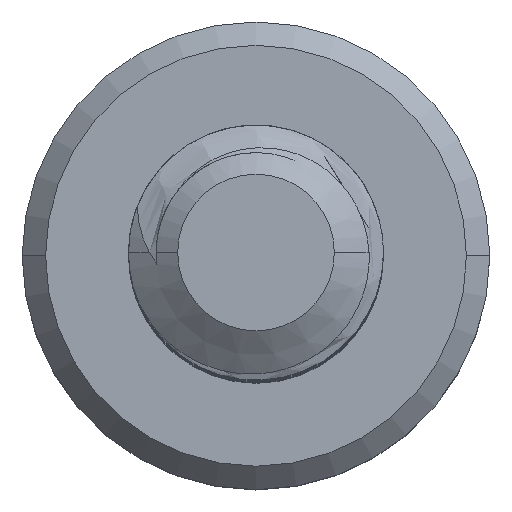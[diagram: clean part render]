
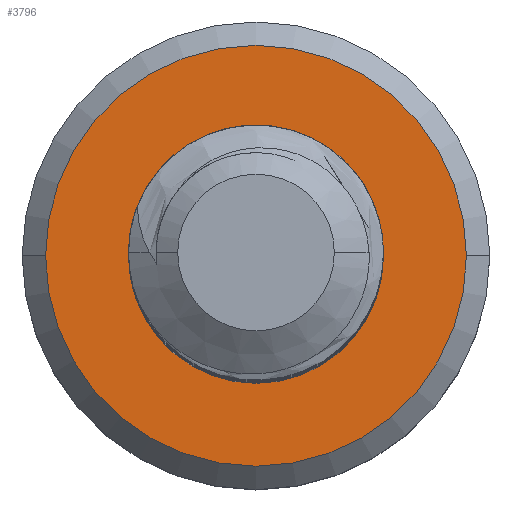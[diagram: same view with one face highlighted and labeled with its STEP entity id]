
A CAD part, top view. The second image highlights one B-rep face of the part: STEP entity #3796.
In plain terms, the highlighted planar face has unit normal (0, 0, 1).
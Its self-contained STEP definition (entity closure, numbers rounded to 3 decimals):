
#175 = EDGE_LOOP ( 'NONE', ( #5737, #2467 ) ) ;
#1411 = EDGE_CURVE ( 'NONE', #7178, #2876, #8851, .T. ) ;
#1648 = CIRCLE ( 'NONE', #4512, 2.475 ) ;
#1772 = CIRCLE ( 'NONE', #6736, 1.5 ) ;
#2099 = ORIENTED_EDGE ( 'NONE', *, *, #1411, .T. ) ;
#2189 = EDGE_CURVE ( 'NONE', #7463, #7115, #4746, .T. ) ;
#2327 = EDGE_LOOP ( 'NONE', ( #6835, #2099 ) ) ;
#2343 = PLANE ( 'NONE',  #4442 ) ;
#2467 = ORIENTED_EDGE ( 'NONE', *, *, #2189, .F. ) ;
#2478 = FACE_OUTER_BOUND ( 'NONE', #2327, .T. ) ;
#2876 = VERTEX_POINT ( 'NONE', #7177 ) ;
#3034 = DIRECTION ( 'NONE',  ( 0., 0., 1. ) ) ;
#3052 = CARTESIAN_POINT ( 'NONE',  ( -1.5, 0., -22. ) ) ;
#3112 = AXIS2_PLACEMENT_3D ( 'NONE', #7280, #7254, #7220 ) ;
#3331 = DIRECTION ( 'NONE',  ( 0., 0., 1. ) ) ;
#3532 = DIRECTION ( 'NONE',  ( 0., 0., 1. ) ) ;
#3796 = ADVANCED_FACE ( 'NONE', ( #2478, #4723 ), #2343, .F. ) ;
#3853 = DIRECTION ( 'NONE',  ( 0., 0., -1. ) ) ;
#4442 = AXIS2_PLACEMENT_3D ( 'NONE', #7613, #3853, #9104 ) ;
#4512 = AXIS2_PLACEMENT_3D ( 'NONE', #8044, #3532, #8783 ) ;
#4723 = FACE_BOUND ( 'NONE', #175, .T. ) ;
#4746 = CIRCLE ( 'NONE', #7598, 1.5 ) ;
#4893 = CARTESIAN_POINT ( 'NONE',  ( 2.475, 0., -22. ) ) ;
#5737 = ORIENTED_EDGE ( 'NONE', *, *, #8104, .F. ) ;
#6352 = CARTESIAN_POINT ( 'NONE',  ( 1.5, 0., -22. ) ) ;
#6736 = AXIS2_PLACEMENT_3D ( 'NONE', #7547, #3034, #8297 ) ;
#6835 = ORIENTED_EDGE ( 'NONE', *, *, #8399, .T. ) ;
#7115 = VERTEX_POINT ( 'NONE', #6352 ) ;
#7177 = CARTESIAN_POINT ( 'NONE',  ( -2.475, 0., -22. ) ) ;
#7178 = VERTEX_POINT ( 'NONE', #4893 ) ;
#7220 = DIRECTION ( 'NONE',  ( -1., 0., 0. ) ) ;
#7254 = DIRECTION ( 'NONE',  ( 0., 0., 1. ) ) ;
#7280 = CARTESIAN_POINT ( 'NONE',  ( 0., 0., -22. ) ) ;
#7463 = VERTEX_POINT ( 'NONE', #3052 ) ;
#7547 = CARTESIAN_POINT ( 'NONE',  ( 0., 0., -22. ) ) ;
#7598 = AXIS2_PLACEMENT_3D ( 'NONE', #7849, #3331, #8591 ) ;
#7613 = CARTESIAN_POINT ( 'NONE',  ( 0., 0., -22. ) ) ;
#7849 = CARTESIAN_POINT ( 'NONE',  ( 0., 0., -22. ) ) ;
#8044 = CARTESIAN_POINT ( 'NONE',  ( 0., 0., -22. ) ) ;
#8104 = EDGE_CURVE ( 'NONE', #7115, #7463, #1772, .T. ) ;
#8297 = DIRECTION ( 'NONE',  ( 1., 0., 0. ) ) ;
#8399 = EDGE_CURVE ( 'NONE', #2876, #7178, #1648, .T. ) ;
#8591 = DIRECTION ( 'NONE',  ( 1., 0., 0. ) ) ;
#8783 = DIRECTION ( 'NONE',  ( -1., 0., 0. ) ) ;
#8851 = CIRCLE ( 'NONE', #3112, 2.475 ) ;
#9104 = DIRECTION ( 'NONE',  ( -1., 0., 0. ) ) ;
